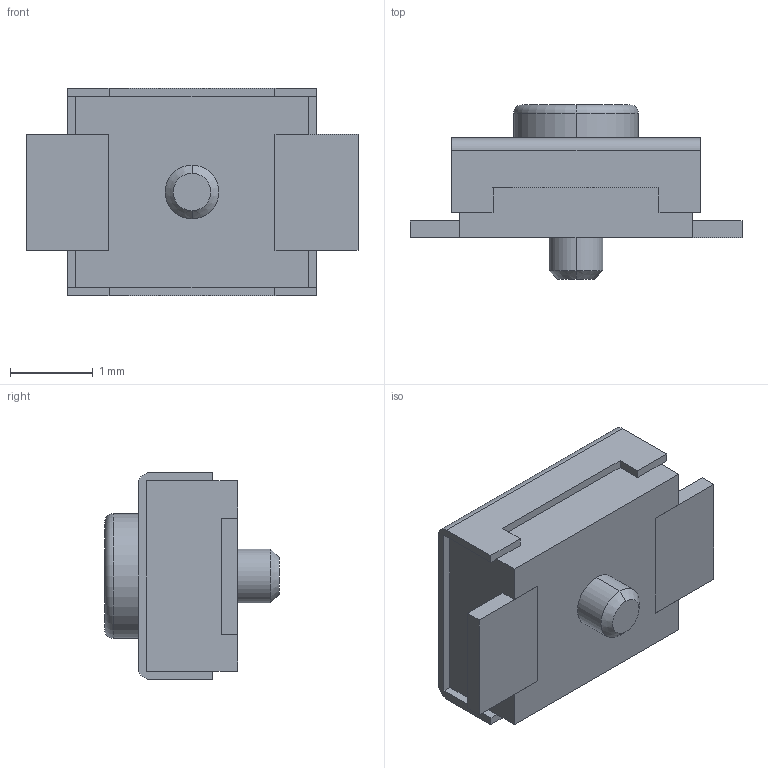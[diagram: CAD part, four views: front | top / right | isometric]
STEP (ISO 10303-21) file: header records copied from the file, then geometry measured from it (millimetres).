
FILE_DESCRIPTION (( 'STEP AP214' ), '1' );
FILE_NAME ('B3U-1000P-B.STEP', '2018-02-11T23:30:39', ( '' ), ( '' ), 'SwSTEP 2.0', 'SolidWorks 2014', '' );
FILE_SCHEMA (( 'AUTOMOTIVE_DESIGN' ));
Length unit declared in the file: millimetre
Products named in the file (1): B3U-1000P-B
Bounding box: 4 x 2.1 x 2.5 mm (x, y, z)
Volume: 9.3 mm3; surface area: 35.3 mm2
Topology: 1 solids, 1 shells, 53 faces, 136 edges, 88 vertices
Faces by surface type: plane 41, cylinder 8, torus 2, cone 2
Entity records: 2040 total; most frequent: CARTESIAN_POINT 278, ORIENTED_EDGE 272, DIRECTION 266, EDGE_CURVE 136, LINE 114, VECTOR 114, VERTEX_POINT 88, AXIS2_PLACEMENT_3D 76
